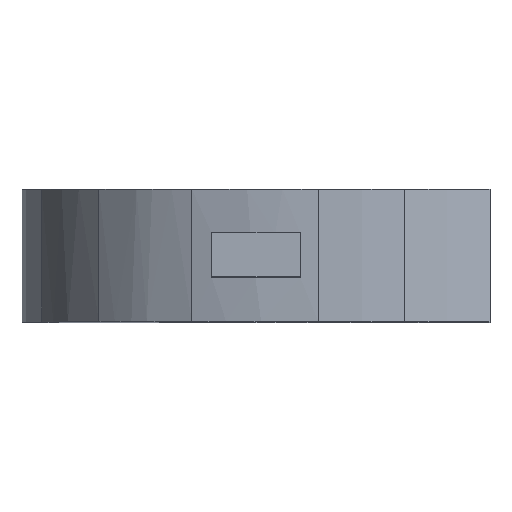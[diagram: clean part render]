
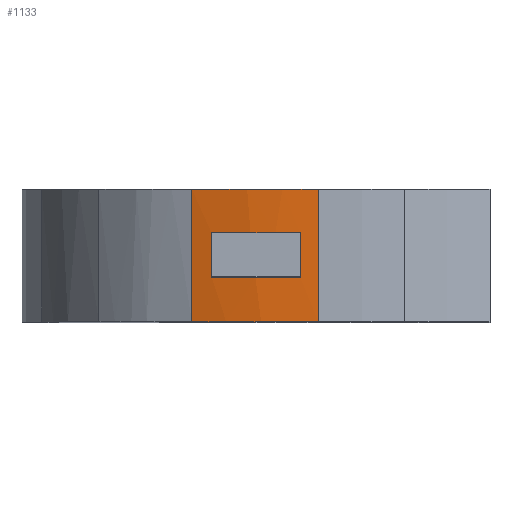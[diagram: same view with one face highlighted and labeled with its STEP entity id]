
A CAD part, top view. The second image highlights one B-rep face of the part: STEP entity #1133.
In plain terms, the highlighted free-form (B-spline) face has degree [3, 1] with [5, 2] control points.
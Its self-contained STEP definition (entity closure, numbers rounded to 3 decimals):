
#21=FACE_BOUND('',#144,.T.);
#25=B_SPLINE_SURFACE_WITH_KNOTS('',3,1,((#1600,#1601),(#1602,#1603),(#1604,
#1605),(#1606,#1607),(#1608,#1609)),.UNSPECIFIED.,.F.,.F.,.F.,(4,1,4),(2,
2),(-0.583,-0.306,0.),(-0.3,0.3),.UNSPECIFIED.);
#78=FACE_OUTER_BOUND('',#143,.T.);
#143=EDGE_LOOP('',(#811,#812,#813,#814));
#144=EDGE_LOOP('',(#815,#816,#817,#818));
#214=LINE('',#1599,#293);
#215=LINE('',#1616,#294);
#293=VECTOR('',#1253,10.);
#294=VECTOR('',#1254,10.);
#360=B_SPLINE_CURVE_WITH_KNOTS('',3,(#1351,#1352,#1353,#1354,#1355,#1356,
#1357),.UNSPECIFIED.,.F.,.F.,(4,3,4),(-0.622,-0.366,
-0.053),.UNSPECIFIED.);
#361=B_SPLINE_CURVE_WITH_KNOTS('',3,(#1365,#1366,#1367,#1368),
 .UNSPECIFIED.,.F.,.F.,(4,4),(-0.25,-0.05),.UNSPECIFIED.);
#362=B_SPLINE_CURVE_WITH_KNOTS('',3,(#1374,#1375,#1376,#1377,#1378,#1379,
#1380),.UNSPECIFIED.,.F.,.F.,(4,3,4),(-0.606,-0.303,
-0.055),.UNSPECIFIED.);
#363=B_SPLINE_CURVE_WITH_KNOTS('',3,(#1385,#1386,#1387,#1388),
 .UNSPECIFIED.,.F.,.F.,(4,4),(-0.25,-0.05),
 .UNSPECIFIED.);
#366=B_SPLINE_CURVE_WITH_KNOTS('',3,(#1408,#1409,#1410,#1411,#1412),
 .UNSPECIFIED.,.F.,.F.,(4,1,4),(0.,0.306,0.583),
 .UNSPECIFIED.);
#394=B_SPLINE_CURVE_WITH_KNOTS('',3,(#1611,#1612,#1613,#1614,#1615),
 .UNSPECIFIED.,.F.,.F.,(4,1,4),(-0.583,-0.306,0.),
 .UNSPECIFIED.);
#458=VERTEX_POINT('',#1349);
#459=VERTEX_POINT('',#1350);
#462=VERTEX_POINT('',#1364);
#464=VERTEX_POINT('',#1373);
#469=VERTEX_POINT('',#1401);
#470=VERTEX_POINT('',#1407);
#498=VERTEX_POINT('',#1593);
#499=VERTEX_POINT('',#1610);
#576=EDGE_CURVE('',#458,#459,#360,.T.);
#580=EDGE_CURVE('',#459,#462,#361,.T.);
#583=EDGE_CURVE('',#462,#464,#362,.T.);
#586=EDGE_CURVE('',#464,#458,#363,.T.);
#591=EDGE_CURVE('',#469,#470,#366,.T.);
#622=EDGE_CURVE('',#469,#498,#214,.T.);
#623=EDGE_CURVE('',#499,#498,#394,.T.);
#624=EDGE_CURVE('',#470,#499,#215,.T.);
#811=ORIENTED_EDGE('',*,*,#622,.T.);
#812=ORIENTED_EDGE('',*,*,#623,.F.);
#813=ORIENTED_EDGE('',*,*,#624,.F.);
#814=ORIENTED_EDGE('',*,*,#591,.F.);
#815=ORIENTED_EDGE('',*,*,#583,.T.);
#816=ORIENTED_EDGE('',*,*,#586,.T.);
#817=ORIENTED_EDGE('',*,*,#576,.T.);
#818=ORIENTED_EDGE('',*,*,#580,.T.);
#1133=ADVANCED_FACE('',(#78,#21),#25,.T.);
#1253=DIRECTION('',(0.,1.,0.));
#1254=DIRECTION('',(0.,1.,0.));
#1349=CARTESIAN_POINT('',(11.125,1.,29.739));
#1350=CARTESIAN_POINT('',(15.125,1.,30.385));
#1351=CARTESIAN_POINT('Ctrl Pts',(11.125,1.,29.739));
#1352=CARTESIAN_POINT('Ctrl Pts',(11.711,1.,29.913));
#1353=CARTESIAN_POINT('Ctrl Pts',(12.3,1.,30.07));
#1354=CARTESIAN_POINT('Ctrl Pts',(12.898,1.,30.175));
#1355=CARTESIAN_POINT('Ctrl Pts',(13.631,1.,30.304));
#1356=CARTESIAN_POINT('Ctrl Pts',(14.376,1.,30.355));
#1357=CARTESIAN_POINT('Ctrl Pts',(15.125,1.,30.385));
#1364=CARTESIAN_POINT('',(15.125,-1.,30.385));
#1365=CARTESIAN_POINT('Ctrl Pts',(15.125,1.,30.385));
#1366=CARTESIAN_POINT('Ctrl Pts',(15.125,0.333,30.385));
#1367=CARTESIAN_POINT('Ctrl Pts',(15.125,-0.333,30.385));
#1368=CARTESIAN_POINT('Ctrl Pts',(15.125,-1.,30.385));
#1373=CARTESIAN_POINT('',(11.125,-1.,29.739));
#1374=CARTESIAN_POINT('Ctrl Pts',(15.125,-1.,30.385));
#1375=CARTESIAN_POINT('Ctrl Pts',(14.376,-1.,30.355));
#1376=CARTESIAN_POINT('Ctrl Pts',(13.631,-1.,30.304));
#1377=CARTESIAN_POINT('Ctrl Pts',(12.898,-1.,30.175));
#1378=CARTESIAN_POINT('Ctrl Pts',(12.3,-1.,30.07));
#1379=CARTESIAN_POINT('Ctrl Pts',(11.711,-1.,29.913));
#1380=CARTESIAN_POINT('Ctrl Pts',(11.125,-1.,29.739));
#1385=CARTESIAN_POINT('Ctrl Pts',(11.125,-1.,29.739));
#1386=CARTESIAN_POINT('Ctrl Pts',(11.125,-0.333,29.739));
#1387=CARTESIAN_POINT('Ctrl Pts',(11.125,0.333,29.739));
#1388=CARTESIAN_POINT('Ctrl Pts',(11.125,1.,29.739));
#1401=CARTESIAN_POINT('',(15.948,-3.,30.413));
#1407=CARTESIAN_POINT('',(10.221,-3.,29.461));
#1408=CARTESIAN_POINT('Ctrl Pts',(15.948,-3.,30.413));
#1409=CARTESIAN_POINT('Ctrl Pts',(14.923,-3.,30.382));
#1410=CARTESIAN_POINT('Ctrl Pts',(12.97,-3.,30.322));
#1411=CARTESIAN_POINT('Ctrl Pts',(11.107,-3.,29.738));
#1412=CARTESIAN_POINT('Ctrl Pts',(10.221,-3.,29.461));
#1593=CARTESIAN_POINT('',(15.948,3.,30.413));
#1599=CARTESIAN_POINT('',(15.948,0.,30.413));
#1600=CARTESIAN_POINT('Ctrl Pts',(10.221,-3.,29.461));
#1601=CARTESIAN_POINT('Ctrl Pts',(10.221,3.,29.461));
#1602=CARTESIAN_POINT('Ctrl Pts',(11.107,-3.,29.738));
#1603=CARTESIAN_POINT('Ctrl Pts',(11.107,3.,29.738));
#1604=CARTESIAN_POINT('Ctrl Pts',(12.97,-3.,30.322));
#1605=CARTESIAN_POINT('Ctrl Pts',(12.97,3.,30.322));
#1606=CARTESIAN_POINT('Ctrl Pts',(14.923,-3.,30.382));
#1607=CARTESIAN_POINT('Ctrl Pts',(14.923,3.,30.382));
#1608=CARTESIAN_POINT('Ctrl Pts',(15.948,-3.,30.413));
#1609=CARTESIAN_POINT('Ctrl Pts',(15.948,3.,30.413));
#1610=CARTESIAN_POINT('',(10.221,3.,29.461));
#1611=CARTESIAN_POINT('Ctrl Pts',(10.221,3.,29.461));
#1612=CARTESIAN_POINT('Ctrl Pts',(11.107,3.,29.738));
#1613=CARTESIAN_POINT('Ctrl Pts',(12.97,3.,30.322));
#1614=CARTESIAN_POINT('Ctrl Pts',(14.923,3.,30.382));
#1615=CARTESIAN_POINT('Ctrl Pts',(15.948,3.,30.413));
#1616=CARTESIAN_POINT('',(10.221,0.,29.461));
